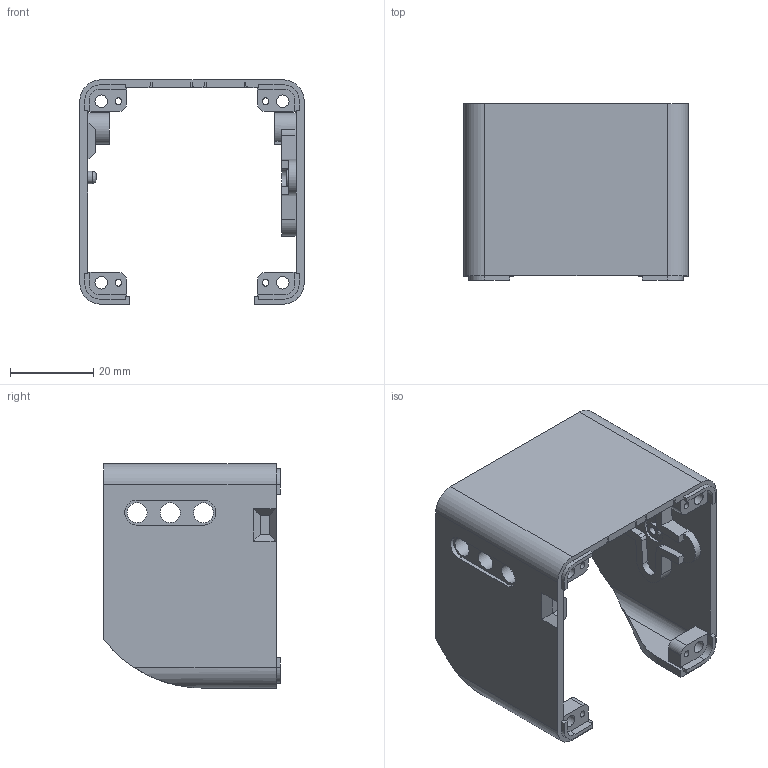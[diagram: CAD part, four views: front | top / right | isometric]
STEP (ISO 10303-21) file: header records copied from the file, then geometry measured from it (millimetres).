
FILE_DESCRIPTION(/* description */ (''),/* implementation_level */ '2;1');
FILE_NAME(/* name */ 'shell_scs0009.step',/* time_stamp */ '2022-07-24T17:21:48+09:00',/* author */ (''),/* organization */ (''),/* preprocessor_version */ 'ST-DEVELOPER v19',/* originating_system */ 'Autodesk Translation Framework v11.7.0.108',/* authorisation */ '');
FILE_SCHEMA (('AUTOMOTIVE_DESIGN { 1 0 10303 214 3 1 1 }'));
Length unit declared in the file: millimetre
Products named in the file (1): shell_scs0009
Bounding box: 54 x 42.5 x 54 mm (x, y, z)
Volume: 15124.9 mm3; surface area: 16274.2 mm2
Topology: 1 solids, 1 shells, 434 faces, 1229 edges, 816 vertices
Faces by surface type: plane 202, bspline 162, cylinder 69, torus 1
Full cylindrical faces by diameter (mm): 1.6 x4, 2 x1, 3 x5, 3.8 x1, 4.8 x6, 5 x1, 6.2 x1
Entity records: 15787 total; most frequent: CARTESIAN_POINT 5435, ORIENTED_EDGE 2458, DIRECTION 1588, EDGE_CURVE 1229, VERTEX_POINT 816, LINE 758, VECTOR 758, EDGE_LOOP 485
